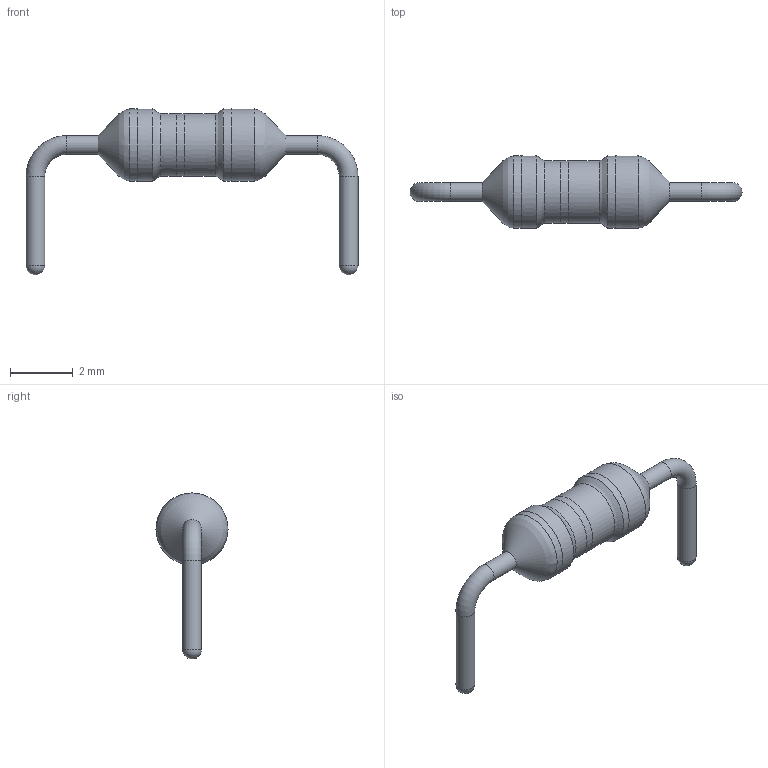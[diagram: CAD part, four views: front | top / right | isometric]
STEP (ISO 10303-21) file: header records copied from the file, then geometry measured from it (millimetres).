
FILE_DESCRIPTION(('STEP AP242'), '1');
FILE_NAME('RES-C2-H33-0.125W-10kOhm', '', ('UNSPECIFIED'), ('UNSPECIFIED'), 'C3D Converter', 'C3D Toolkit', '');
FILE_SCHEMA(('AP242_MANAGED_MODEL_BASED_3D_ENGINEERING_MIM_LF { 1 0 10303 442 1 1 4 }'));
Length unit declared in the file: millimetre
Bounding box: 10.6 x 2.3 x 5.3 mm (x, y, z)
Volume: 23.9 mm3; surface area: 74 mm2
Topology: 2 solids, 2 shells, 20 faces, 48 edges, 40 vertices
Faces by surface type: bspline 9, cylinder 5, torus 2, sphere 2, plane 2
Full cylindrical faces by diameter (mm): 0.6 x3, 2 x1, 2.3 x1
Entity records: 2367 total; most frequent: CARTESIAN_POINT 1794, DIRECTION 64, EDGE_LOOP 36, ORIENTED_EDGE 36, FACE_OUTER_BOUND 34, AXIS2_PLACEMENT_3D 32, COLOUR_RGB 32, PRESENTATION_STYLE_ASSIGNMENT 32
